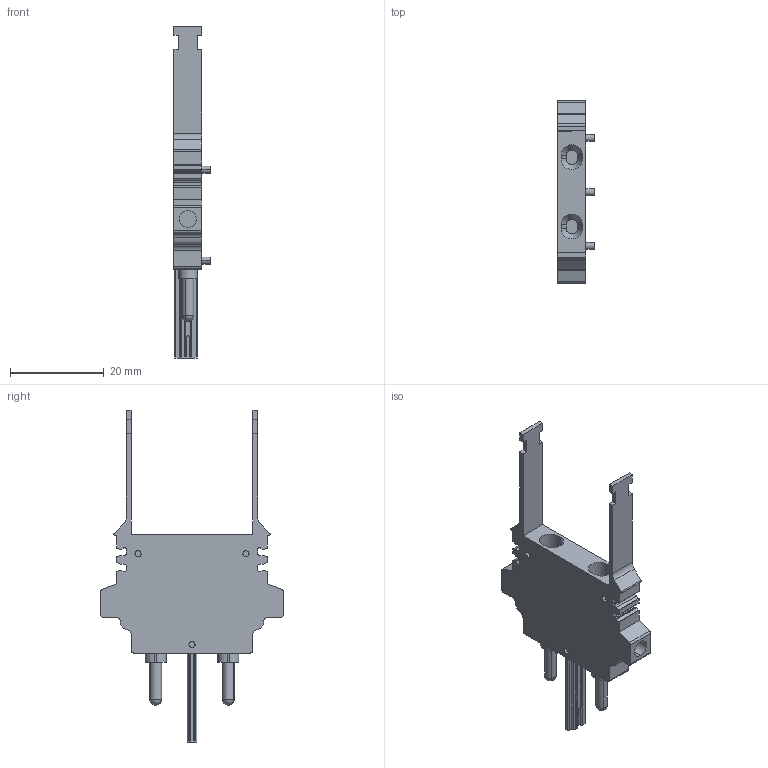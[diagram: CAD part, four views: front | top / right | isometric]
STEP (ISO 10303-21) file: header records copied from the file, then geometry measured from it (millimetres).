
FILE_DESCRIPTION(('CATIA V5R20 STEP214'),'2;1');
FILE_NAME ('5898013_4', '2014-10-29T13:38:40+00:00', ('Weidmueller Interface'), ('Weidmueller'), 'CATIA Version 5 Release 20 SP 5 (IN-10)', 'CATIA V5 STEP AP214', 'none');
FILE_SCHEMA(('AUTOMOTIVE_DESIGN { 1 0 10303 214 1 1 1 1 }'));
Length unit declared in the file: millimetre
Products named in the file (1): 1915510000_WTA_8_KO-TN_ZA
Bounding box: 7.77 x 39 x 70.9 mm (x, y, z)
Volume: 5095.7 mm3; surface area: 4056.2 mm2
Topology: 3 solids, 3 shells, 257 faces, 743 edges, 505 vertices
Faces by surface type: plane 137, cylinder 86, extrusion 20, torus 10, cone 4
Entity records: 8197 total; most frequent: CARTESIAN_POINT 1705, ORIENTED_EDGE 1486, DIRECTION 1064, EDGE_CURVE 743, VERTEX_POINT 505, VECTOR 488, LINE 468, AXIS2_PLACEMENT_3D 404
